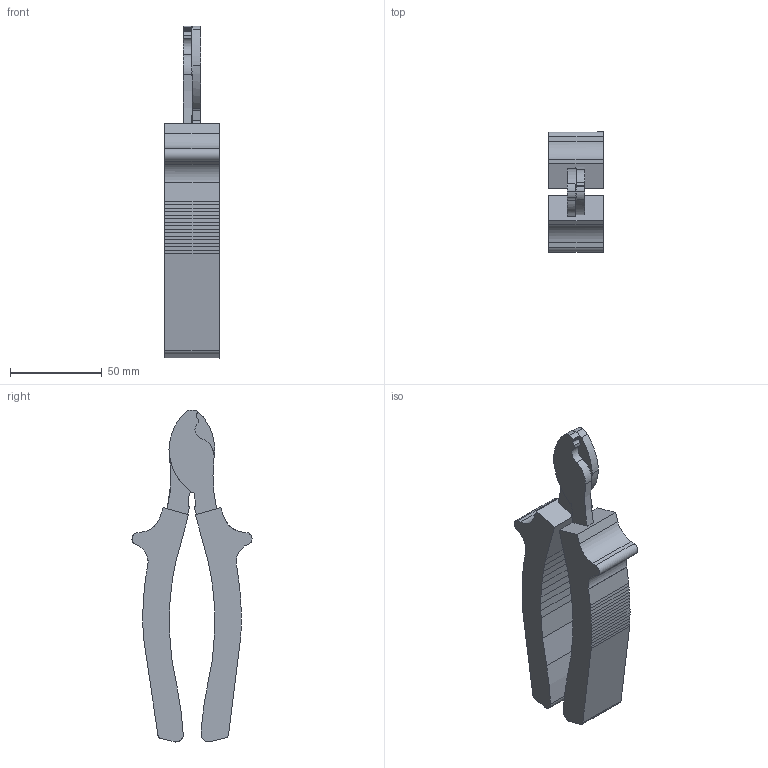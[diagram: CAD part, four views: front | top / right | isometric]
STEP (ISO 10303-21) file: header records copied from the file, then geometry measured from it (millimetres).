
FILE_DESCRIPTION(('CATIA V5 STEP Exchange','CAx-IF Rec.Pracs.--- Model Styling and Organization---1.4--- 2014-01-23'),'2;1');
FILE_NAME ('D1464448_1_9002650000_9002650000.stp','2021-03-23T07:03:30+00:00',('none'),('Weidmueller'),'CATIA Version 5-6 Release 2016 SP3 HF44','CATIA V5 STEP AP214','none');
FILE_SCHEMA(('AUTOMOTIVE_DESIGN { 1 0 10303 214 1 1 1 1 }'));
Length unit declared in the file: millimetre
Products named in the file (1): 9002650000
Bounding box: 29.49 x 65.23 x 180.48 mm (x, y, z)
Volume: 122984.9 mm3; surface area: 28381.3 mm2
Topology: 1 solids, 1 shells, 153 faces, 494 edges, 345 vertices
Faces by surface type: plane 111, cylinder 42
Entity records: 6509 total; most frequent: CARTESIAN_POINT 2155, ORIENTED_EDGE 988, DIRECTION 684, EDGE_CURVE 494, VERTEX_POINT 345, VECTOR 343, LINE 343, AXIS2_PLACEMENT_3D 189
